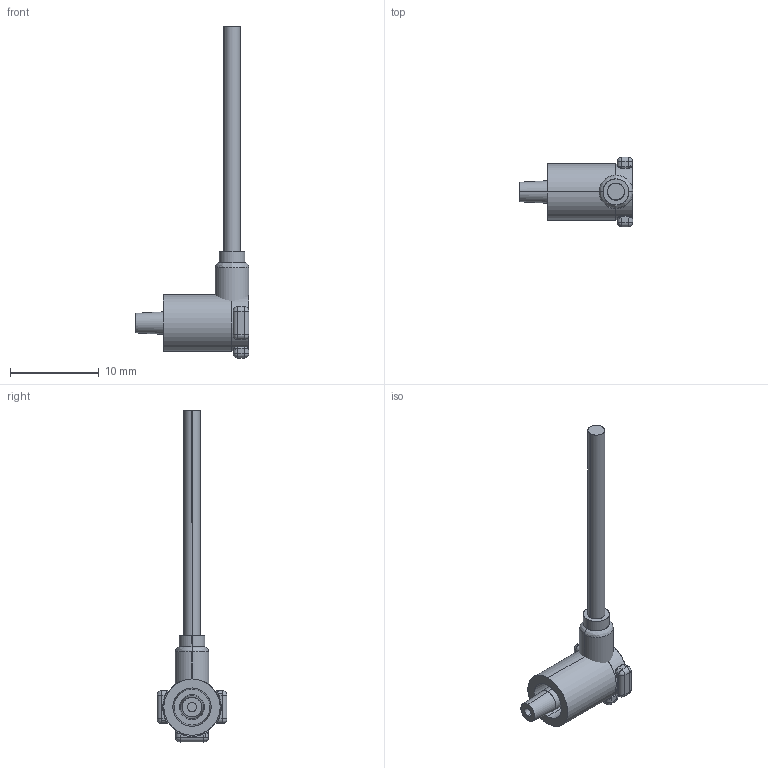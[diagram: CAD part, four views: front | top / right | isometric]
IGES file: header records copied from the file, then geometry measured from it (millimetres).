
Start section: SolidWorks IGES file using analytic representation for surfaces
Global section: file name: 21039-01-A.IGS; native system: SolidWorks 2010; preprocessor: SolidWorks 2010; author: Obadiah Bucchieri; date: 100413.141122; units: inch
Bounding box: 12.83 x 7.87 x 37.47 mm (x, y, z)
Surface area: 767.2 mm2 (no closed solid volume)
Topology: 0 solids, 0 shells, 116 faces, 1062 edges, 1050 vertices
Faces by surface type: revolution 64, bspline 52
